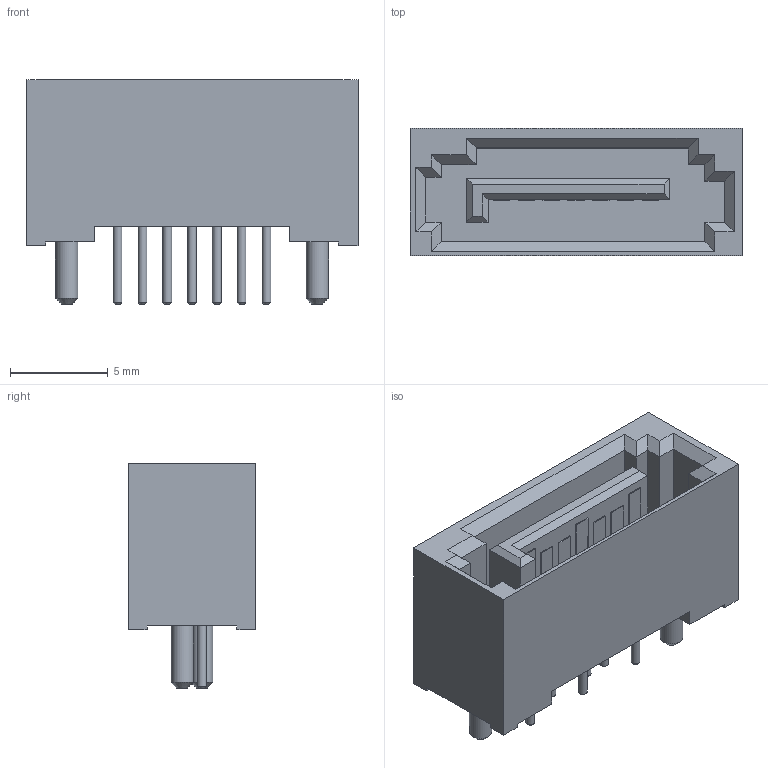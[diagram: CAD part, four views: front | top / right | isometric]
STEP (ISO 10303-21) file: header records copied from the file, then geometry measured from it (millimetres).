
FILE_DESCRIPTION(('FreeCAD Model'),'2;1');
FILE_NAME('sata-data.step', '2015-02-03T23:22:23',('FreeCAD'),('FreeCAD'), 'Open CASCADE STEP processor 6.7','FreeCAD','Unknown');
FILE_SCHEMA(('AUTOMOTIVE_DESIGN_CC2 { 1 2 10303 214 -1 1 5 4 }'));
Length unit declared in the file: millimetre
Products named in the file (1): Fusion001
Bounding box: 17 x 6.5 x 11.5 mm (x, y, z)
Volume: 575.9 mm3; surface area: 1016.7 mm2
Topology: 1 solids, 1 shells, 129 faces, 309 edges, 193 vertices
Faces by surface type: plane 111, cone 9, cylinder 9
Full cylindrical faces by diameter (mm): 0.45 x7, 1.15 x2
Entity records: 8548 total; most frequent: CARTESIAN_POINT 1418, DIRECTION 1126, LINE 810, VECTOR 810, ORIENTED_EDGE 618, PCURVE 618, DEFINITIONAL_REPRESENTATION 618, EDGE_CURVE 309
